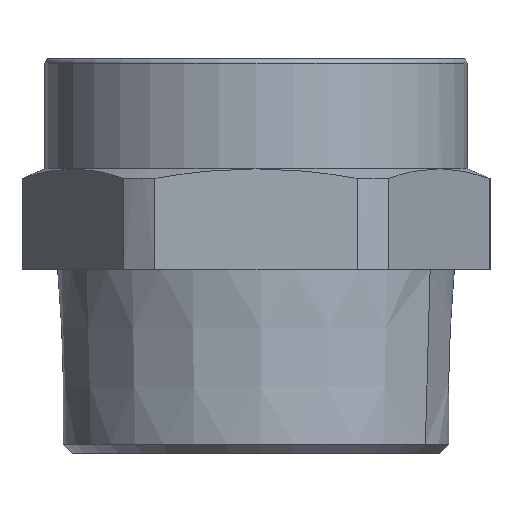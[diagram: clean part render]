
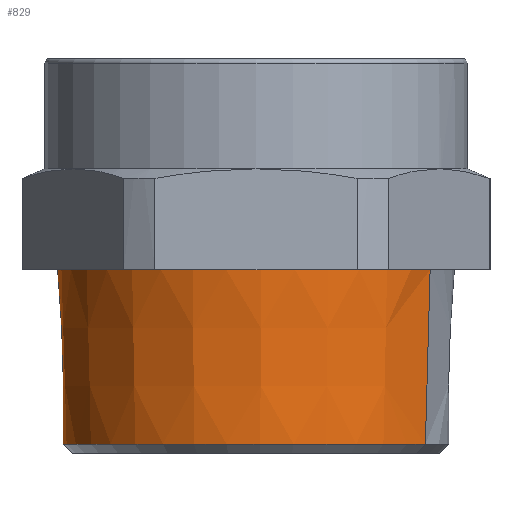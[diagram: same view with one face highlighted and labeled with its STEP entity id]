
A CAD part, left-side view. The second image highlights one B-rep face of the part: STEP entity #829.
In plain terms, the highlighted conical face has half-angle 1.78 degrees and reference radius 21 mm.
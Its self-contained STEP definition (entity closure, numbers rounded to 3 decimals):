
#331=AXIS2_PLACEMENT_3D('Circle Axis2P3D',#329,#330,$) ;
#808=AXIS2_PLACEMENT_3D('Cone Axis2P3D',#805,#806,#807) ;
#812=AXIS2_PLACEMENT_3D('Circle Axis2P3D',#810,#811,$) ;
#819=AXIS2_PLACEMENT_3D('Circle Axis2P3D',#817,#818,$) ;
#324=CARTESIAN_POINT('Vertex',(33.366,44.475,20.)) ;
#326=CARTESIAN_POINT('Vertex',(12.634,6.525,20.)) ;
#329=CARTESIAN_POINT('Axis2P3D Location',(23.,25.5,20.)) ;
#779=CARTESIAN_POINT('Line Origine',(7473.959,13664.39,499420.86)) ;
#783=CARTESIAN_POINT('Vertex',(33.083,43.956,1.)) ;
#786=CARTESIAN_POINT('Line Origine',(-7427.959,-13613.39,499420.86)) ;
#790=CARTESIAN_POINT('Vertex',(12.917,7.044,1.)) ;
#805=CARTESIAN_POINT('Axis2P3D Location',(23.,25.5,0.)) ;
#810=CARTESIAN_POINT('Axis2P3D Location',(23.,25.5,1.)) ;
#814=CARTESIAN_POINT('Vertex',(22.621,46.528,1.)) ;
#817=CARTESIAN_POINT('Axis2P3D Location',(23.,25.5,1.)) ;
#330=DIRECTION('Axis2P3D Direction',(0.,0.,-1.)) ;
#780=DIRECTION('Vector Direction',(0.015,0.027,1.)) ;
#787=DIRECTION('Vector Direction',(-0.015,-0.027,1.)) ;
#806=DIRECTION('Axis2P3D Direction',(0.,0.,1.)) ;
#807=DIRECTION('Axis2P3D XDirection',(0.479,0.878,0.)) ;
#811=DIRECTION('Axis2P3D Direction',(0.,0.,1.)) ;
#818=DIRECTION('Axis2P3D Direction',(0.,0.,1.)) ;
#781=VECTOR('Line Direction',#780,1.) ;
#788=VECTOR('Line Direction',#787,1.) ;
#823=ORIENTED_EDGE('',*,*,#792,.F.) ;
#824=ORIENTED_EDGE('',*,*,#333,.T.) ;
#825=ORIENTED_EDGE('',*,*,#785,.T.) ;
#826=ORIENTED_EDGE('',*,*,#816,.F.) ;
#827=ORIENTED_EDGE('',*,*,#821,.F.) ;
#829=ADVANCED_FACE('PartBody',(#828),#809,.T.) ;
#332=CIRCLE('generated circle',#331,21.622) ;
#813=CIRCLE('generated circle',#812,21.031) ;
#820=CIRCLE('generated circle',#819,21.031) ;
#809=CONICAL_SURFACE('Cone',#808,21.,0.031) ;
#333=EDGE_CURVE('',#327,#325,#332,.T.) ;
#785=EDGE_CURVE('',#325,#784,#782,.F.) ;
#792=EDGE_CURVE('',#327,#791,#789,.F.) ;
#816=EDGE_CURVE('',#815,#784,#813,.F.) ;
#821=EDGE_CURVE('',#791,#815,#820,.F.) ;
#822=EDGE_LOOP('',(#823,#824,#825,#826,#827)) ;
#828=FACE_OUTER_BOUND('',#822,.T.) ;
#782=LINE('Line',#779,#781) ;
#789=LINE('Line',#786,#788) ;
#325=VERTEX_POINT('',#324) ;
#327=VERTEX_POINT('',#326) ;
#784=VERTEX_POINT('',#783) ;
#791=VERTEX_POINT('',#790) ;
#815=VERTEX_POINT('',#814) ;
